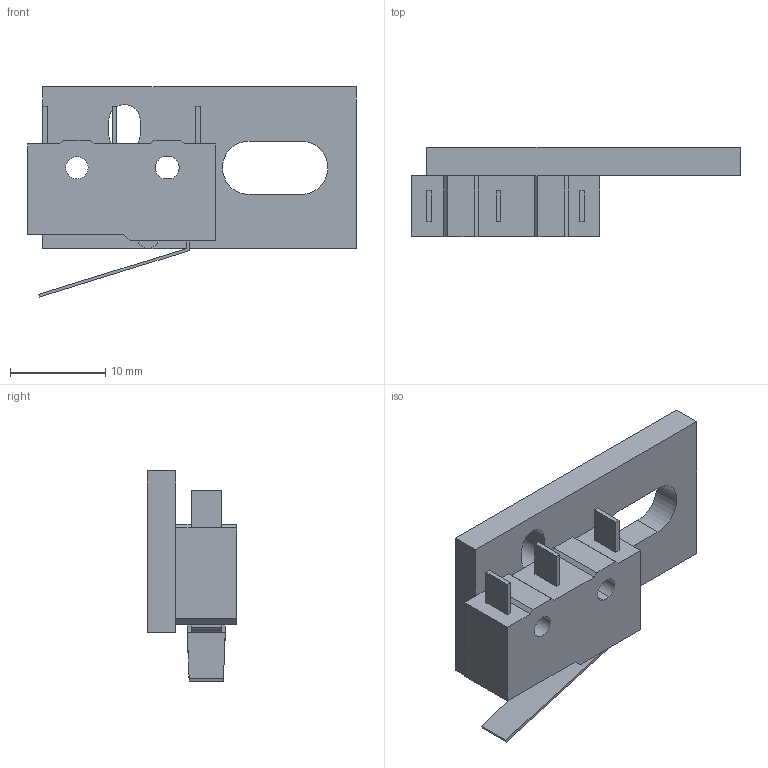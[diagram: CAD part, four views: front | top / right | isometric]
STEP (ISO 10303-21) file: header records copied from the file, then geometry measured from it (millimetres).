
FILE_DESCRIPTION(('FreeCAD Model'),'2;1');
FILE_NAME('LimitSwitch.step','2020-08-13T03:44:27',('Author'),('') ,'Open CASCADE STEP processor 7.3','FreeCAD','Unknown');
FILE_SCHEMA(('AUTOMOTIVE_DESIGN { 1 0 10303 214 1 1 1 1 }'));
Length unit declared in the file: millimetre
Products named in the file (2): Micro_Limit_Switch_Plate1_001; SS_01GL_E_001
Bounding box: 34.6 x 9.4 x 22.1 mm (x, y, z)
Volume: 2600.6 mm3; surface area: 2544.3 mm2
Topology: 3 solids, 3 shells, 79 faces, 207 edges, 138 vertices
Faces by surface type: plane 61, cylinder 18
Entity records: 5594 total; most frequent: CARTESIAN_POINT 983, DIRECTION 793, LINE 549, VECTOR 549, ORIENTED_EDGE 414, PCURVE 414, DEFINITIONAL_REPRESENTATION 414, EDGE_CURVE 207
